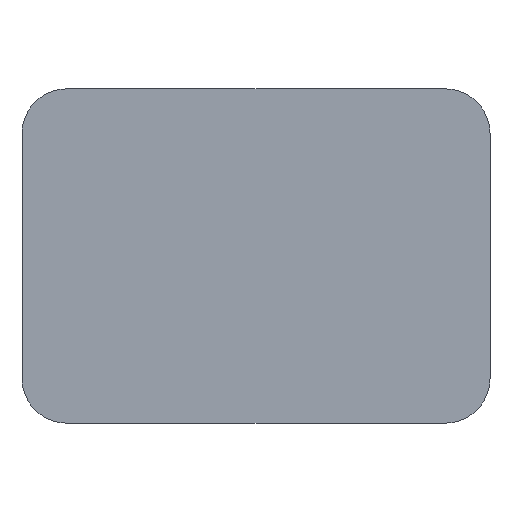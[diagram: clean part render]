
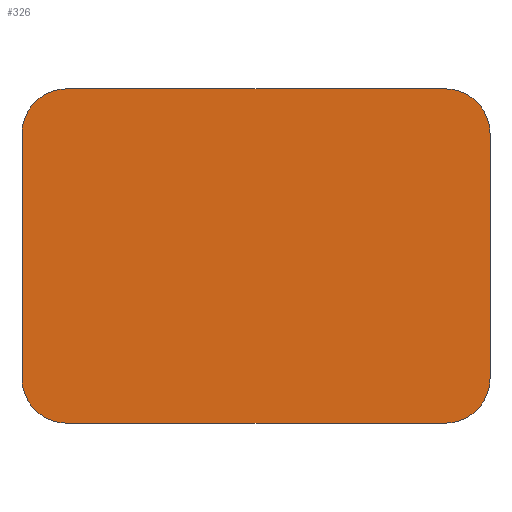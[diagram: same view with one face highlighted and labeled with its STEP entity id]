
A CAD part, left-side view. The second image highlights one B-rep face of the part: STEP entity #326.
In plain terms, the highlighted planar face has unit normal (-1, 0, 0).
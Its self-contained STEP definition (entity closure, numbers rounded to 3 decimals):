
#32=PLANE('',#373);
#51=FACE_OUTER_BOUND('',#71,.T.);
#71=EDGE_LOOP('',(#298,#299,#300,#301,#302,#303,#304,#305));
#78=CIRCLE('',#355,2.);
#83=CIRCLE('',#363,2.);
#84=CIRCLE('',#366,2.);
#85=CIRCLE('',#369,2.);
#102=LINE('',#522,#132);
#109=LINE('',#545,#139);
#112=LINE('',#553,#142);
#114=LINE('',#559,#144);
#132=VECTOR('',#424,10.);
#139=VECTOR('',#447,10.);
#142=VECTOR('',#456,10.);
#144=VECTOR('',#464,10.);
#159=VERTEX_POINT('',#512);
#160=VERTEX_POINT('',#514);
#162=VERTEX_POINT('',#520);
#169=VERTEX_POINT('',#539);
#170=VERTEX_POINT('',#543);
#171=VERTEX_POINT('',#547);
#172=VERTEX_POINT('',#551);
#173=VERTEX_POINT('',#555);
#193=EDGE_CURVE('',#159,#160,#78,.T.);
#197=EDGE_CURVE('',#162,#159,#102,.T.);
#207=EDGE_CURVE('',#169,#162,#83,.T.);
#209=EDGE_CURVE('',#170,#169,#109,.T.);
#211=EDGE_CURVE('',#171,#170,#84,.T.);
#213=EDGE_CURVE('',#172,#171,#112,.T.);
#215=EDGE_CURVE('',#173,#172,#85,.T.);
#216=EDGE_CURVE('',#160,#173,#114,.T.);
#298=ORIENTED_EDGE('',*,*,#193,.F.);
#299=ORIENTED_EDGE('',*,*,#197,.F.);
#300=ORIENTED_EDGE('',*,*,#207,.F.);
#301=ORIENTED_EDGE('',*,*,#209,.F.);
#302=ORIENTED_EDGE('',*,*,#211,.F.);
#303=ORIENTED_EDGE('',*,*,#213,.F.);
#304=ORIENTED_EDGE('',*,*,#215,.F.);
#305=ORIENTED_EDGE('',*,*,#216,.F.);
#326=ADVANCED_FACE('',(#51),#32,.T.);
#355=AXIS2_PLACEMENT_3D('',#515,#417,#418);
#363=AXIS2_PLACEMENT_3D('',#541,#442,#443);
#366=AXIS2_PLACEMENT_3D('',#549,#451,#452);
#369=AXIS2_PLACEMENT_3D('',#557,#460,#461);
#373=AXIS2_PLACEMENT_3D('',#563,#470,#471);
#417=DIRECTION('center_axis',(1.,0.,0.));
#418=DIRECTION('ref_axis',(0.,0.707,0.707));
#424=DIRECTION('',(0.,0.,1.));
#442=DIRECTION('center_axis',(1.,0.,0.));
#443=DIRECTION('ref_axis',(0.,0.707,-0.707));
#447=DIRECTION('',(0.,1.,0.));
#451=DIRECTION('center_axis',(1.,0.,0.));
#452=DIRECTION('ref_axis',(0.,-0.707,-0.707));
#456=DIRECTION('',(0.,0.,-1.));
#460=DIRECTION('center_axis',(1.,0.,0.));
#461=DIRECTION('ref_axis',(0.,-0.707,0.707));
#464=DIRECTION('',(0.,-1.,0.));
#470=DIRECTION('center_axis',(-1.,0.,0.));
#471=DIRECTION('ref_axis',(0.,0.,1.));
#512=CARTESIAN_POINT('',(26.2,37.075,16.1));
#514=CARTESIAN_POINT('',(26.2,35.075,18.1));
#515=CARTESIAN_POINT('Origin',(26.2,35.075,16.1));
#520=CARTESIAN_POINT('',(26.2,37.075,5.1));
#522=CARTESIAN_POINT('',(26.2,37.075,14.4));
#539=CARTESIAN_POINT('',(26.2,35.075,3.1));
#541=CARTESIAN_POINT('Origin',(26.2,35.075,5.1));
#543=CARTESIAN_POINT('',(26.2,18.075,3.1));
#545=CARTESIAN_POINT('',(26.2,21.325,3.1));
#547=CARTESIAN_POINT('',(26.2,16.075,5.1));
#549=CARTESIAN_POINT('Origin',(26.2,18.075,5.1));
#551=CARTESIAN_POINT('',(26.2,16.075,16.1));
#553=CARTESIAN_POINT('',(26.2,16.075,6.8));
#555=CARTESIAN_POINT('',(26.2,18.075,18.1));
#557=CARTESIAN_POINT('Origin',(26.2,18.075,16.1));
#559=CARTESIAN_POINT('',(26.2,31.825,18.1));
#563=CARTESIAN_POINT('Origin',(26.2,26.575,10.6));
